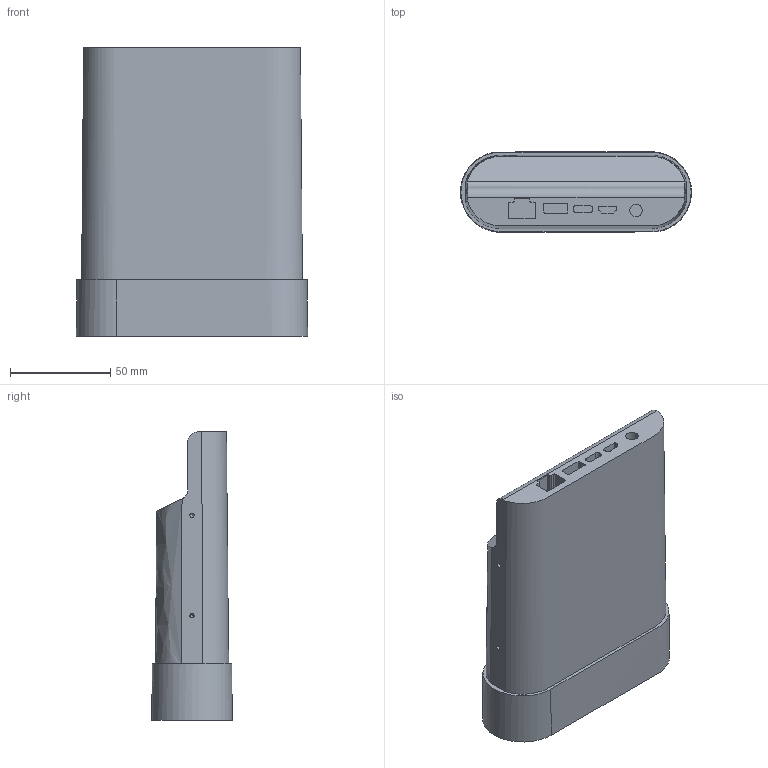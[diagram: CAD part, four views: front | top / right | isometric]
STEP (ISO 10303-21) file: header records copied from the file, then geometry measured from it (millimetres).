
FILE_DESCRIPTION(/* description */ ('STEP AP203'),/* implementation_level */ '2;1');
FILE_NAME(/* name */ 'Orbbec_Femto Mega_S.stp',/* time_stamp */ '2024-04-24T13:04:38+02:00',/* author */ ('Seven'),/* organization */ (''),/* preprocessor_version */ 'ST-DEVELOPER v20',/* originating_system */ 'Autodesk Inventor 2024',/* authorisation */ '');
FILE_SCHEMA (('AUTOMOTIVE_DESIGN { 1 0 10303 214 3 1 1 }'));
Length unit declared in the file: millimetre
Products named in the file (1): VMS3D_Femto Mega_S
Bounding box: 115.09 x 40.06 x 143.4 mm (x, y, z)
Volume: 479358.9 mm3; surface area: 46278 mm2
Topology: 1 solids, 1 shells, 76 faces, 197 edges, 131 vertices
Faces by surface type: plane 36, cylinder 31, bspline 5, cone 4
Full cylindrical faces by diameter (mm): 2.05 x4, 6.2 x1, 15.5 x1, 24.84 x1
Entity records: 3033 total; most frequent: CARTESIAN_POINT 1121, ORIENTED_EDGE 386, DIRECTION 384, EDGE_CURVE 193, AXIS2_PLACEMENT_3D 134, VERTEX_POINT 131, LINE 116, VECTOR 116
